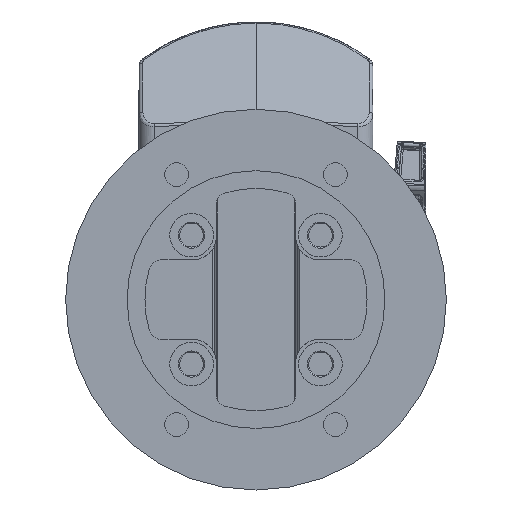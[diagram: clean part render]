
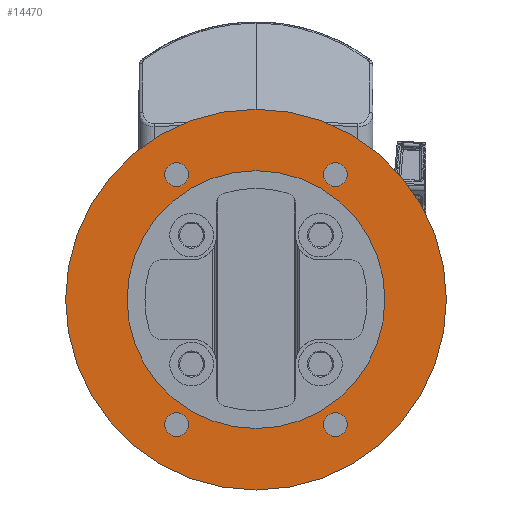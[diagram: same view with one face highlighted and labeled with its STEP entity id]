
A CAD part, front view. The second image highlights one B-rep face of the part: STEP entity #14470.
In plain terms, the highlighted planar face has unit normal (0, -1, 0).
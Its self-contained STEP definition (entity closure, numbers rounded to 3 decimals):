
#860 = EDGE_LOOP ( 'NONE', ( #4867, #4872 ) ) ;
#993 = EDGE_LOOP ( 'NONE', ( #4874, #4882 ) ) ;
#1066 = EDGE_LOOP ( 'NONE', ( #4869, #4876 ) ) ;
#1088 = EDGE_LOOP ( 'NONE', ( #4871, #4879 ) ) ;
#1106 = EDGE_LOOP ( 'NONE', ( #4865, #4870 ) ) ;
#1119 = EDGE_LOOP ( 'NONE', ( #4866, #4868 ) ) ;
#1165 = VERTEX_POINT ( 'NONE', #12055 ) ;
#1179 = VERTEX_POINT ( 'NONE', #12117 ) ;
#1194 = VERTEX_POINT ( 'NONE', #12087 ) ;
#1195 = VERTEX_POINT ( 'NONE', #12088 ) ;
#1205 = VERTEX_POINT ( 'NONE', #12107 ) ;
#1225 = VERTEX_POINT ( 'NONE', #14161 ) ;
#1227 = VERTEX_POINT ( 'NONE', #14151 ) ;
#1230 = VERTEX_POINT ( 'NONE', #14143 ) ;
#1268 = VERTEX_POINT ( 'NONE', #13929 ) ;
#1277 = VERTEX_POINT ( 'NONE', #13893 ) ;
#1300 = VERTEX_POINT ( 'NONE', #13788 ) ;
#1312 = VERTEX_POINT ( 'NONE', #13762 ) ;
#3146 = FACE_BOUND ( 'NONE', #1066, .T. ) ;
#3148 = FACE_BOUND ( 'NONE', #1088, .T. ) ;
#3151 = FACE_OUTER_BOUND ( 'NONE', #993, .T. ) ;
#3178 = FACE_BOUND ( 'NONE', #860, .T. ) ;
#3181 = FACE_BOUND ( 'NONE', #1119, .T. ) ;
#3183 = FACE_BOUND ( 'NONE', #1106, .T. ) ;
#3813 = AXIS2_PLACEMENT_3D ( 'NONE', #16158, #16131, #16132 ) ;
#4164 = CIRCLE ( 'NONE', #4171, 3. ) ;
#4166 = CIRCLE ( 'NONE', #4172, 3. ) ;
#4167 = AXIS2_PLACEMENT_3D ( 'NONE', #6890, #6889, #6888 ) ;
#4168 = CIRCLE ( 'NONE', #4173, 32.5 ) ;
#4169 = AXIS2_PLACEMENT_3D ( 'NONE', #6886, #6885, #6884 ) ;
#4171 = AXIS2_PLACEMENT_3D ( 'NONE', #6883, #6882, #6881 ) ;
#4172 = AXIS2_PLACEMENT_3D ( 'NONE', #6880, #6879, #6878 ) ;
#4173 = AXIS2_PLACEMENT_3D ( 'NONE', #6877, #6876, #6875 ) ;
#4865 = ORIENTED_EDGE ( 'NONE', *, *, #11018, .F. ) ;
#4866 = ORIENTED_EDGE ( 'NONE', *, *, #11017, .F. ) ;
#4867 = ORIENTED_EDGE ( 'NONE', *, *, #11019, .F. ) ;
#4868 = ORIENTED_EDGE ( 'NONE', *, *, #10625, .F. ) ;
#4869 = ORIENTED_EDGE ( 'NONE', *, *, #11020, .F. ) ;
#4870 = ORIENTED_EDGE ( 'NONE', *, *, #10629, .F. ) ;
#4871 = ORIENTED_EDGE ( 'NONE', *, *, #11021, .F. ) ;
#4872 = ORIENTED_EDGE ( 'NONE', *, *, #10633, .F. ) ;
#4874 = ORIENTED_EDGE ( 'NONE', *, *, #10161, .T. ) ;
#4876 = ORIENTED_EDGE ( 'NONE', *, *, #10637, .F. ) ;
#4879 = ORIENTED_EDGE ( 'NONE', *, *, #10772, .F. ) ;
#4882 = ORIENTED_EDGE ( 'NONE', *, *, #10775, .T. ) ;
#6875 = DIRECTION ( 'NONE',  ( 0., 0., -1. ) ) ;
#6876 = DIRECTION ( 'NONE',  ( 0., -1., 0. ) ) ;
#6877 = CARTESIAN_POINT ( 'NONE',  ( -1.624, -97.775, -45. ) ) ;
#6878 = DIRECTION ( 'NONE',  ( 0., 0., -1. ) ) ;
#6879 = DIRECTION ( 'NONE',  ( 0., -1., 0. ) ) ;
#6880 = CARTESIAN_POINT ( 'NONE',  ( -21.624, -97.775, -13.5 ) ) ;
#6881 = DIRECTION ( 'NONE',  ( 0., 0., -1. ) ) ;
#6882 = DIRECTION ( 'NONE',  ( 0., -1., 0. ) ) ;
#6883 = CARTESIAN_POINT ( 'NONE',  ( 18.376, -97.775, -13.5 ) ) ;
#6884 = DIRECTION ( 'NONE',  ( 0., 0., 1. ) ) ;
#6885 = DIRECTION ( 'NONE',  ( 0., -1., 0. ) ) ;
#6886 = CARTESIAN_POINT ( 'NONE',  ( 18.376, -97.775, -76.5 ) ) ;
#6888 = DIRECTION ( 'NONE',  ( 0., 0., 1. ) ) ;
#6889 = DIRECTION ( 'NONE',  ( 0., -1., 0. ) ) ;
#6890 = CARTESIAN_POINT ( 'NONE',  ( -21.624, -97.775, -76.5 ) ) ;
#8225 = AXIS2_PLACEMENT_3D ( 'NONE', #13949, #13948, #13946 ) ;
#8245 = CIRCLE ( 'NONE', #8225, 48. ) ;
#8387 = DIRECTION ( 'NONE',  ( 0., 0., -1. ) ) ;
#8393 = DIRECTION ( 'NONE',  ( 0., -1., 0. ) ) ;
#8400 = CARTESIAN_POINT ( 'NONE',  ( -21.624, -97.775, -13.5 ) ) ;
#8478 = DIRECTION ( 'NONE',  ( 0., 0., -1. ) ) ;
#8479 = DIRECTION ( 'NONE',  ( 0., -1., 0. ) ) ;
#8482 = CARTESIAN_POINT ( 'NONE',  ( 18.376, -97.775, -13.5 ) ) ;
#8527 = DIRECTION ( 'NONE',  ( 0., 0., 1. ) ) ;
#8553 = DIRECTION ( 'NONE',  ( 0., -1., 0. ) ) ;
#8559 = CARTESIAN_POINT ( 'NONE',  ( 18.376, -97.775, -76.5 ) ) ;
#8672 = DIRECTION ( 'NONE',  ( 0., 0., 1. ) ) ;
#8680 = DIRECTION ( 'NONE',  ( 0., -1., 0. ) ) ;
#8683 = CARTESIAN_POINT ( 'NONE',  ( -21.624, -97.775, -76.5 ) ) ;
#9793 = CIRCLE ( 'NONE', #4169, 3. ) ;
#9794 = CIRCLE ( 'NONE', #4167, 3. ) ;
#10161 = EDGE_CURVE ( 'NONE', #1195, #1268, #8245, .T. ) ;
#10625 = EDGE_CURVE ( 'NONE', #1230, #1194, #16148, .T. ) ;
#10629 = EDGE_CURVE ( 'NONE', #1312, #1277, #16156, .T. ) ;
#10633 = EDGE_CURVE ( 'NONE', #1227, #1179, #16165, .T. ) ;
#10637 = EDGE_CURVE ( 'NONE', #1205, #1165, #16172, .T. ) ;
#10772 = EDGE_CURVE ( 'NONE', #1300, #1225, #13505, .T. ) ;
#10775 = EDGE_CURVE ( 'NONE', #1268, #1195, #13513, .T. ) ;
#11017 = EDGE_CURVE ( 'NONE', #1194, #1230, #9794, .T. ) ;
#11018 = EDGE_CURVE ( 'NONE', #1277, #1312, #9793, .T. ) ;
#11019 = EDGE_CURVE ( 'NONE', #1179, #1227, #4164, .T. ) ;
#11020 = EDGE_CURVE ( 'NONE', #1165, #1205, #4166, .T. ) ;
#11021 = EDGE_CURVE ( 'NONE', #1225, #1300, #4168, .T. ) ;
#12055 = CARTESIAN_POINT ( 'NONE',  ( -21.624, -97.775, -16.5 ) ) ;
#12087 = CARTESIAN_POINT ( 'NONE',  ( -21.624, -97.775, -79.5 ) ) ;
#12088 = CARTESIAN_POINT ( 'NONE',  ( -1.624, -97.775, 3. ) ) ;
#12107 = CARTESIAN_POINT ( 'NONE',  ( -21.624, -97.775, -10.5 ) ) ;
#12117 = CARTESIAN_POINT ( 'NONE',  ( 18.376, -97.775, -16.5 ) ) ;
#13374 = DIRECTION ( 'NONE',  ( 0., 0., -1. ) ) ;
#13375 = DIRECTION ( 'NONE',  ( 0., -1., 0. ) ) ;
#13376 = CARTESIAN_POINT ( 'NONE',  ( -1.624, -97.775, -45. ) ) ;
#13381 = DIRECTION ( 'NONE',  ( 0., 0., -1. ) ) ;
#13382 = DIRECTION ( 'NONE',  ( 0., -1., 0. ) ) ;
#13383 = CARTESIAN_POINT ( 'NONE',  ( -1.624, -97.775, -45. ) ) ;
#13505 = CIRCLE ( 'NONE', #13512, 32.5 ) ;
#13512 = AXIS2_PLACEMENT_3D ( 'NONE', #13383, #13382, #13381 ) ;
#13513 = CIRCLE ( 'NONE', #13517, 48. ) ;
#13517 = AXIS2_PLACEMENT_3D ( 'NONE', #13376, #13375, #13374 ) ;
#13762 = CARTESIAN_POINT ( 'NONE',  ( 18.376, -97.775, -73.5 ) ) ;
#13788 = CARTESIAN_POINT ( 'NONE',  ( -1.624, -97.775, -12.5 ) ) ;
#13893 = CARTESIAN_POINT ( 'NONE',  ( 18.376, -97.775, -79.5 ) ) ;
#13929 = CARTESIAN_POINT ( 'NONE',  ( -1.624, -97.775, -93. ) ) ;
#13946 = DIRECTION ( 'NONE',  ( 0., 0., -1. ) ) ;
#13948 = DIRECTION ( 'NONE',  ( 0., -1., 0. ) ) ;
#13949 = CARTESIAN_POINT ( 'NONE',  ( -1.624, -97.775, -45. ) ) ;
#14143 = CARTESIAN_POINT ( 'NONE',  ( -21.624, -97.775, -73.5 ) ) ;
#14151 = CARTESIAN_POINT ( 'NONE',  ( 18.376, -97.775, -10.5 ) ) ;
#14161 = CARTESIAN_POINT ( 'NONE',  ( -1.624, -97.775, -77.5 ) ) ;
#14470 = ADVANCED_FACE ( 'NONE', ( #3181, #3183, #3178, #3146, #3148, #3151 ), #16129, .T. ) ;
#16129 = PLANE ( 'NONE',  #3813 ) ;
#16131 = DIRECTION ( 'NONE',  ( 0., -1., 0. ) ) ;
#16132 = DIRECTION ( 'NONE',  ( 0., 0., -1. ) ) ;
#16148 = CIRCLE ( 'NONE', #16149, 3. ) ;
#16149 = AXIS2_PLACEMENT_3D ( 'NONE', #8683, #8680, #8672 ) ;
#16156 = CIRCLE ( 'NONE', #16157, 3. ) ;
#16157 = AXIS2_PLACEMENT_3D ( 'NONE', #8559, #8553, #8527 ) ;
#16158 = CARTESIAN_POINT ( 'NONE',  ( -1.624, -97.775, -45. ) ) ;
#16165 = CIRCLE ( 'NONE', #16166, 3. ) ;
#16166 = AXIS2_PLACEMENT_3D ( 'NONE', #8482, #8479, #8478 ) ;
#16172 = CIRCLE ( 'NONE', #16173, 3. ) ;
#16173 = AXIS2_PLACEMENT_3D ( 'NONE', #8400, #8393, #8387 ) ;
